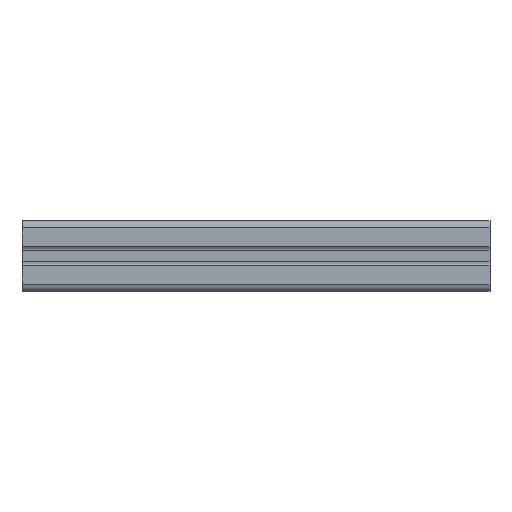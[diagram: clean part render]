
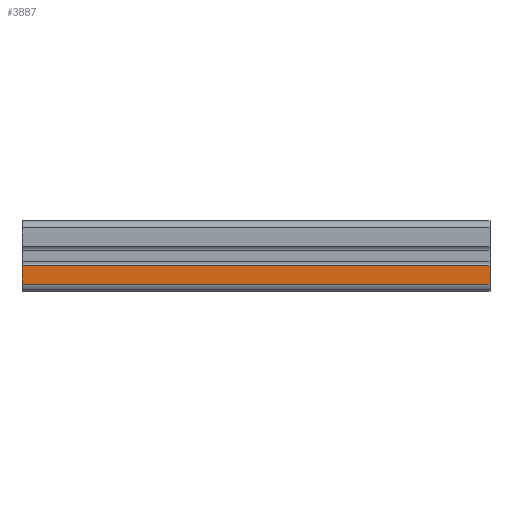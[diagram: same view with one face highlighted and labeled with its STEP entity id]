
A CAD part, left-side view. The second image highlights one B-rep face of the part: STEP entity #3887.
In plain terms, the highlighted planar face has unit normal (-1, 0, 0).
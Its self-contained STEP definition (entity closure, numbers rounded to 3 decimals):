
#66 = LINE ( 'NONE', #3866, #1028 ) ;
#197 = CARTESIAN_POINT ( 'NONE',  ( -15., 0., -12. ) ) ;
#320 = ORIENTED_EDGE ( 'NONE', *, *, #1720, .T. ) ;
#494 = CARTESIAN_POINT ( 'NONE',  ( -15., 200., -12. ) ) ;
#499 = DIRECTION ( 'NONE',  ( 0., 0., 1. ) ) ;
#533 = CARTESIAN_POINT ( 'NONE',  ( -15., 200., 0. ) ) ;
#1000 = DIRECTION ( 'NONE',  ( 0., 0., 1. ) ) ;
#1028 = VECTOR ( 'NONE', #3830, 1000. ) ;
#1118 = CARTESIAN_POINT ( 'NONE',  ( -15., 0., -4.175 ) ) ;
#1119 = EDGE_CURVE ( 'NONE', #1204, #2447, #4549, .T. ) ;
#1166 = CARTESIAN_POINT ( 'NONE',  ( -15., 200., -4.175 ) ) ;
#1204 = VERTEX_POINT ( 'NONE', #1118 ) ;
#1436 = VERTEX_POINT ( 'NONE', #494 ) ;
#1459 = DIRECTION ( 'NONE',  ( 0., -1., 0. ) ) ;
#1692 = VERTEX_POINT ( 'NONE', #2741 ) ;
#1720 = EDGE_CURVE ( 'NONE', #1436, #1692, #3100, .T. ) ;
#1897 = LINE ( 'NONE', #533, #5338 ) ;
#1935 = ORIENTED_EDGE ( 'NONE', *, *, #1119, .T. ) ;
#2277 = CARTESIAN_POINT ( 'NONE',  ( -15., 0., -4.175 ) ) ;
#2447 = VERTEX_POINT ( 'NONE', #1166 ) ;
#2553 = ORIENTED_EDGE ( 'NONE', *, *, #5334, .T. ) ;
#2587 = VECTOR ( 'NONE', #3548, 1000. ) ;
#2654 = PLANE ( 'NONE',  #3448 ) ;
#2741 = CARTESIAN_POINT ( 'NONE',  ( -15., 0., -12. ) ) ;
#3100 = LINE ( 'NONE', #3595, #4723 ) ;
#3387 = EDGE_LOOP ( 'NONE', ( #2553, #1935, #4324, #320 ) ) ;
#3421 = EDGE_CURVE ( 'NONE', #1436, #2447, #1897, .T. ) ;
#3448 = AXIS2_PLACEMENT_3D ( 'NONE', #197, #3958, #1000 ) ;
#3548 = DIRECTION ( 'NONE',  ( 0., 1., 0. ) ) ;
#3595 = CARTESIAN_POINT ( 'NONE',  ( -15., 0., -12. ) ) ;
#3830 = DIRECTION ( 'NONE',  ( 0., 0., 1. ) ) ;
#3866 = CARTESIAN_POINT ( 'NONE',  ( -15., 0., -12. ) ) ;
#3887 = ADVANCED_FACE ( 'NONE', ( #4497 ), #2654, .T. ) ;
#3958 = DIRECTION ( 'NONE',  ( -1., 0., 0. ) ) ;
#4324 = ORIENTED_EDGE ( 'NONE', *, *, #3421, .F. ) ;
#4497 = FACE_OUTER_BOUND ( 'NONE', #3387, .T. ) ;
#4549 = LINE ( 'NONE', #2277, #2587 ) ;
#4723 = VECTOR ( 'NONE', #1459, 1000. ) ;
#5334 = EDGE_CURVE ( 'NONE', #1692, #1204, #66, .T. ) ;
#5338 = VECTOR ( 'NONE', #499, 1000. ) ;
